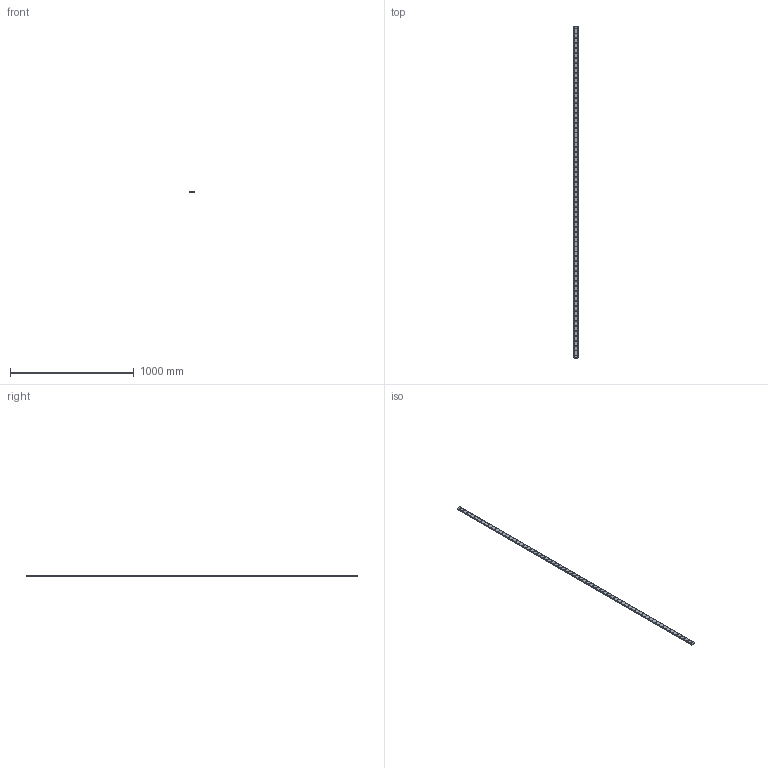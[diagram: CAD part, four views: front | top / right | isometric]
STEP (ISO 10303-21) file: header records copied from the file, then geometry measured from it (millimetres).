
FILE_DESCRIPTION(('STEP AP214'),'1');
FILE_NAME('cctmp_59797B12-EF5A-43B8-B20D-8286922ED7F9_2021_03_02_10_29_49_0423..stp','2021-03-02T09:29:50',('HIWIN GmbH'),('CADClick - www.CADClick.com'),'Spatial InterOp 3D',' ','unknown authorization');
FILE_SCHEMA(('AUTOMOTIVE_DESIGN'));
Length unit declared in the file: millimetre
Products named in the file (1): WER17R2680H_FILE
Bounding box: 33 x 2680 x 9.3 mm (x, y, z)
Volume: 740250.3 mm3; surface area: 262017.3 mm2
Topology: 1 solids, 1 shells, 1309 faces, 2703 edges, 1802 vertices
Faces by surface type: cylinder 822, plane 487
Entity records: 45957 total; most frequent: DIRECTION 6967, CARTESIAN_POINT 5815, ORIENTED_EDGE 5406, AXIS2_PLACEMENT_3D 2954, EDGE_CURVE 2703, VERTEX_POINT 1802, EDGE_LOOP 1715, CIRCLE 1644
